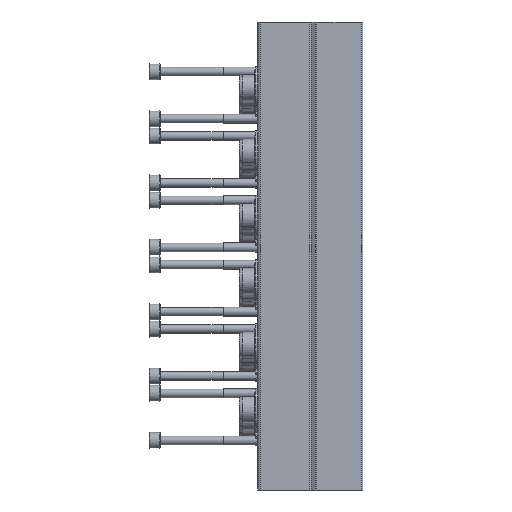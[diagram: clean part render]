
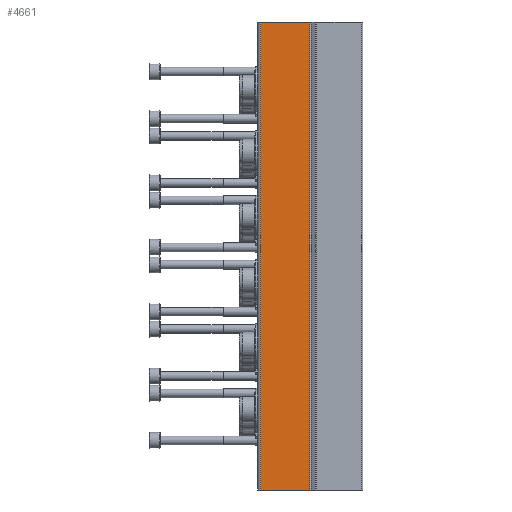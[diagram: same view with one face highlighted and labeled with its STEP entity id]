
A CAD part, left-side view. The second image highlights one B-rep face of the part: STEP entity #4661.
In plain terms, the highlighted planar face has unit normal (-1, 0, 0).
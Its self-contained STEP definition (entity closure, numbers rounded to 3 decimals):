
#206=PLANE('',#5027);
#688=ORIENTED_EDGE('',*,*,#1900,.F.);
#689=ORIENTED_EDGE('',*,*,#1899,.F.);
#690=ORIENTED_EDGE('',*,*,#1901,.T.);
#691=ORIENTED_EDGE('',*,*,#1902,.T.);
#1899=EDGE_CURVE('',#2505,#2503,#2945,.T.);
#1900=EDGE_CURVE('',#2503,#2506,#2946,.T.);
#1901=EDGE_CURVE('',#2505,#2507,#2947,.T.);
#1902=EDGE_CURVE('',#2507,#2506,#2948,.T.);
#2503=VERTEX_POINT('',#7544);
#2505=VERTEX_POINT('',#7548);
#2506=VERTEX_POINT('',#7552);
#2507=VERTEX_POINT('',#7554);
#2945=LINE('',#7549,#3242);
#2946=LINE('',#7551,#3243);
#2947=LINE('',#7553,#3244);
#2948=LINE('',#7555,#3245);
#3242=VECTOR('',#5663,1000.);
#3243=VECTOR('',#5666,1000.);
#3244=VECTOR('',#5667,1000.);
#3245=VECTOR('',#5668,1000.);
#3551=EDGE_LOOP('',(#688,#689,#690,#691));
#4060=FACE_BOUND('',#3551,.T.);
#4661=ADVANCED_FACE('',(#4060),#206,.T.);
#5027=AXIS2_PLACEMENT_3D('',#7550,#5664,#5665);
#5663=DIRECTION('',(0.,0.,1.));
#5664=DIRECTION('',(-1.,0.,0.));
#5665=DIRECTION('',(0.,0.,1.));
#5666=DIRECTION('',(0.,-1.,0.));
#5667=DIRECTION('',(0.,-1.,0.));
#5668=DIRECTION('',(0.,0.,1.));
#7544=CARTESIAN_POINT('',(-32.1,35.,0.));
#7548=CARTESIAN_POINT('',(-32.1,35.,-160.));
#7549=CARTESIAN_POINT('',(-32.1,35.,-160.));
#7550=CARTESIAN_POINT('',(-32.1,35.,-160.));
#7551=CARTESIAN_POINT('',(-32.1,35.,0.));
#7552=CARTESIAN_POINT('',(-32.1,18.111,0.));
#7553=CARTESIAN_POINT('',(-32.1,35.,-160.));
#7554=CARTESIAN_POINT('',(-32.1,18.111,-160.));
#7555=CARTESIAN_POINT('',(-32.1,18.111,-160.));
